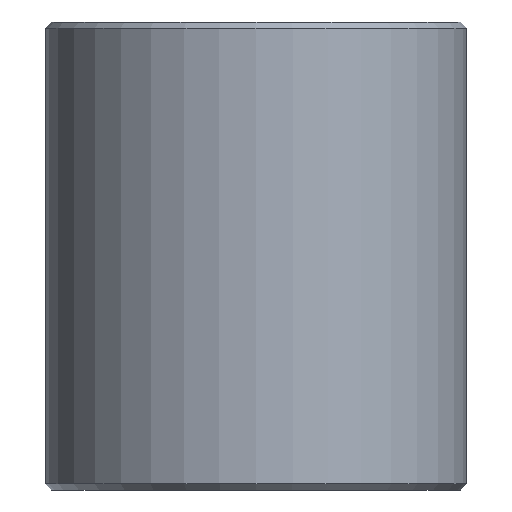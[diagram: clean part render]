
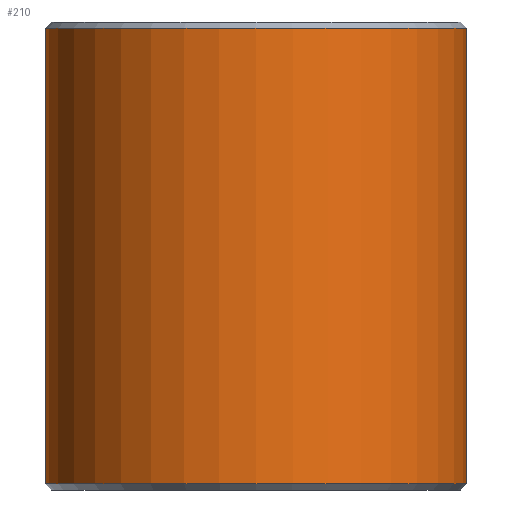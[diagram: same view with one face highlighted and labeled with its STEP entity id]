
A CAD part, front view. The second image highlights one B-rep face of the part: STEP entity #210.
In plain terms, the highlighted cylindrical face has radius 2.25 mm (diameter 4.5 mm), a partial arc.
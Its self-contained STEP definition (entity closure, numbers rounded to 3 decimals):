
#24=CYLINDRICAL_SURFACE('',#247,2.25);
#32=FACE_OUTER_BOUND('',#46,.T.);
#46=EDGE_LOOP('',(#161,#162,#163,#164));
#67=LINE('',#385,#79);
#68=LINE('',#386,#80);
#79=VECTOR('',#307,1000.);
#80=VECTOR('',#308,1000.);
#86=CIRCLE('',#242,2.25);
#88=CIRCLE('',#245,2.25);
#107=VERTEX_POINT('',#367);
#108=VERTEX_POINT('',#369);
#111=VERTEX_POINT('',#376);
#112=VERTEX_POINT('',#378);
#123=EDGE_CURVE('',#108,#107,#86,.T.);
#127=EDGE_CURVE('',#112,#111,#88,.T.);
#131=EDGE_CURVE('',#107,#112,#67,.T.);
#132=EDGE_CURVE('',#108,#111,#68,.T.);
#161=ORIENTED_EDGE('',*,*,#123,.T.);
#162=ORIENTED_EDGE('',*,*,#131,.T.);
#163=ORIENTED_EDGE('',*,*,#127,.T.);
#164=ORIENTED_EDGE('',*,*,#132,.F.);
#210=ADVANCED_FACE('',(#32),#24,.T.);
#242=AXIS2_PLACEMENT_3D('',#370,#290,#291);
#245=AXIS2_PLACEMENT_3D('',#379,#298,#299);
#247=AXIS2_PLACEMENT_3D('',#384,#305,#306);
#290=DIRECTION('center_axis',(0.,0.,1.));
#291=DIRECTION('ref_axis',(1.,0.,0.));
#298=DIRECTION('center_axis',(0.,0.,-1.));
#299=DIRECTION('ref_axis',(1.,0.,0.));
#305=DIRECTION('center_axis',(0.,0.,1.));
#306=DIRECTION('ref_axis',(1.,0.,0.));
#307=DIRECTION('',(0.,0.,1.));
#308=DIRECTION('',(0.,0.,1.));
#367=CARTESIAN_POINT('',(-2.25,0.,-2.435));
#369=CARTESIAN_POINT('',(2.25,0.,-2.435));
#370=CARTESIAN_POINT('Origin',(0.,0.,-2.435));
#376=CARTESIAN_POINT('',(2.25,0.,2.435));
#378=CARTESIAN_POINT('',(-2.25,0.,2.435));
#379=CARTESIAN_POINT('Origin',(0.,0.,2.435));
#384=CARTESIAN_POINT('Origin',(0.,0.,-2.5));
#385=CARTESIAN_POINT('',(-2.25,0.,-2.5));
#386=CARTESIAN_POINT('',(2.25,0.,-2.5));
